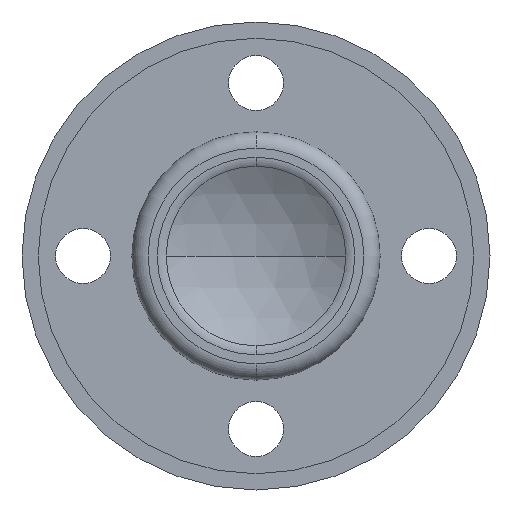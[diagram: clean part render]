
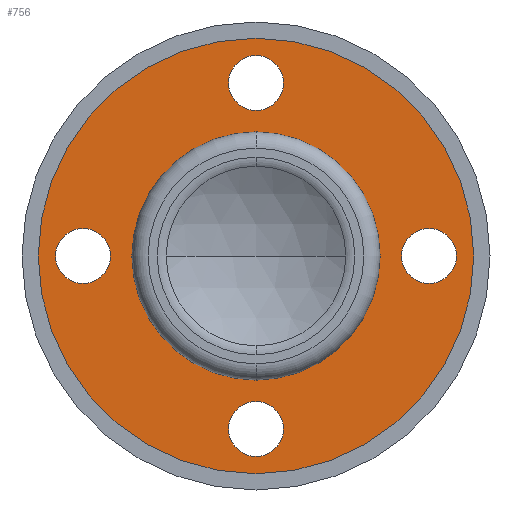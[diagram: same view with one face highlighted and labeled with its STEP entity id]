
A CAD part, front view. The second image highlights one B-rep face of the part: STEP entity #756.
In plain terms, the highlighted planar face has unit normal (0, -1, 0).
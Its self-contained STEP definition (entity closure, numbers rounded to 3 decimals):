
#7 = EDGE_CURVE ( 'NONE', #41, #248, #421, .T. ) ;
#9 = FACE_BOUND ( 'NONE', #727, .T. ) ;
#16 = FACE_BOUND ( 'NONE', #265, .T. ) ;
#28 = CARTESIAN_POINT ( 'NONE',  ( 42.5, 12., 0. ) ) ;
#32 = VERTEX_POINT ( 'NONE', #841 ) ;
#38 = EDGE_CURVE ( 'NONE', #785, #207, #1021, .T. ) ;
#39 = CARTESIAN_POINT ( 'NONE',  ( 0., 12., 0. ) ) ;
#41 = VERTEX_POINT ( 'NONE', #928 ) ;
#43 = EDGE_CURVE ( 'NONE', #553, #868, #711, .T. ) ;
#67 = AXIS2_PLACEMENT_3D ( 'NONE', #28, #995, #1001 ) ;
#69 = CARTESIAN_POINT ( 'NONE',  ( 0., 12., -35.75 ) ) ;
#80 = ORIENTED_EDGE ( 'NONE', *, *, #38, .F. ) ;
#88 = AXIS2_PLACEMENT_3D ( 'NONE', #414, #720, #887 ) ;
#94 = DIRECTION ( 'NONE',  ( 0., 0., 1. ) ) ;
#110 = VERTEX_POINT ( 'NONE', #526 ) ;
#154 = EDGE_LOOP ( 'NONE', ( #542, #944 ) ) ;
#159 = DIRECTION ( 'NONE',  ( 0., 0., -1. ) ) ;
#160 = EDGE_CURVE ( 'NONE', #207, #785, #950, .T. ) ;
#180 = EDGE_CURVE ( 'NONE', #868, #553, #381, .T. ) ;
#184 = ORIENTED_EDGE ( 'NONE', *, *, #333, .F. ) ;
#201 = DIRECTION ( 'NONE',  ( 0., -1., 0. ) ) ;
#205 = CARTESIAN_POINT ( 'NONE',  ( -35.75, 12., 0. ) ) ;
#207 = VERTEX_POINT ( 'NONE', #294 ) ;
#245 = CARTESIAN_POINT ( 'NONE',  ( 0., 12., 49.25 ) ) ;
#248 = VERTEX_POINT ( 'NONE', #482 ) ;
#265 = EDGE_LOOP ( 'NONE', ( #275, #80 ) ) ;
#267 = CIRCLE ( 'NONE', #780, 53.5 ) ;
#268 = CARTESIAN_POINT ( 'NONE',  ( 0., 12., 0. ) ) ;
#270 = VERTEX_POINT ( 'NONE', #726 ) ;
#275 = ORIENTED_EDGE ( 'NONE', *, *, #160, .F. ) ;
#285 = DIRECTION ( 'NONE',  ( -1., 0., 0. ) ) ;
#290 = DIRECTION ( 'NONE',  ( 0., -1., 0. ) ) ;
#294 = CARTESIAN_POINT ( 'NONE',  ( 0., 12., 35.75 ) ) ;
#295 = VERTEX_POINT ( 'NONE', #69 ) ;
#311 = AXIS2_PLACEMENT_3D ( 'NONE', #520, #290, #933 ) ;
#321 = FACE_BOUND ( 'NONE', #154, .T. ) ;
#330 = CARTESIAN_POINT ( 'NONE',  ( 0., 12., 0. ) ) ;
#333 = EDGE_CURVE ( 'NONE', #295, #270, #539, .T. ) ;
#336 = CIRCLE ( 'NONE', #88, 6.75 ) ;
#339 = DIRECTION ( 'NONE',  ( 0., 0., 1. ) ) ;
#341 = ORIENTED_EDGE ( 'NONE', *, *, #438, .F. ) ;
#345 = ORIENTED_EDGE ( 'NONE', *, *, #7, .F. ) ;
#346 = EDGE_CURVE ( 'NONE', #665, #483, #674, .T. ) ;
#364 = EDGE_LOOP ( 'NONE', ( #345, #754 ) ) ;
#371 = CIRCLE ( 'NONE', #700, 30.5 ) ;
#381 = CIRCLE ( 'NONE', #655, 6.75 ) ;
#382 = DIRECTION ( 'NONE',  ( 0., 0., -1. ) ) ;
#386 = CARTESIAN_POINT ( 'NONE',  ( 0., 12., -53.5 ) ) ;
#397 = DIRECTION ( 'NONE',  ( 0., -1., 0. ) ) ;
#414 = CARTESIAN_POINT ( 'NONE',  ( 0., 12., -42.5 ) ) ;
#421 = CIRCLE ( 'NONE', #67, 6.75 ) ;
#438 = EDGE_CURVE ( 'NONE', #483, #665, #267, .T. ) ;
#449 = DIRECTION ( 'NONE',  ( 0., 1., 0. ) ) ;
#459 = ORIENTED_EDGE ( 'NONE', *, *, #43, .F. ) ;
#461 = CIRCLE ( 'NONE', #629, 30.5 ) ;
#466 = CARTESIAN_POINT ( 'NONE',  ( 0., 12., 0. ) ) ;
#482 = CARTESIAN_POINT ( 'NONE',  ( 49.25, 12., 0. ) ) ;
#483 = VERTEX_POINT ( 'NONE', #507 ) ;
#490 = PLANE ( 'NONE',  #852 ) ;
#507 = CARTESIAN_POINT ( 'NONE',  ( 0., 12., 53.5 ) ) ;
#520 = CARTESIAN_POINT ( 'NONE',  ( 0., 12., 42.5 ) ) ;
#526 = CARTESIAN_POINT ( 'NONE',  ( 0., 12., 30.5 ) ) ;
#539 = CIRCLE ( 'NONE', #879, 6.75 ) ;
#542 = ORIENTED_EDGE ( 'NONE', *, *, #736, .T. ) ;
#553 = VERTEX_POINT ( 'NONE', #205 ) ;
#569 = EDGE_LOOP ( 'NONE', ( #184, #1009 ) ) ;
#578 = DIRECTION ( 'NONE',  ( 0., -1., 0. ) ) ;
#593 = AXIS2_PLACEMENT_3D ( 'NONE', #980, #826, #903 ) ;
#629 = AXIS2_PLACEMENT_3D ( 'NONE', #330, #804, #94 ) ;
#643 = EDGE_LOOP ( 'NONE', ( #341, #703 ) ) ;
#650 = DIRECTION ( 'NONE',  ( 0., -1., 0. ) ) ;
#655 = AXIS2_PLACEMENT_3D ( 'NONE', #866, #201, #285 ) ;
#656 = CARTESIAN_POINT ( 'NONE',  ( -42.5, 12., 0. ) ) ;
#660 = FACE_OUTER_BOUND ( 'NONE', #643, .T. ) ;
#665 = VERTEX_POINT ( 'NONE', #386 ) ;
#674 = CIRCLE ( 'NONE', #847, 53.5 ) ;
#677 = EDGE_CURVE ( 'NONE', #32, #110, #371, .T. ) ;
#680 = DIRECTION ( 'NONE',  ( 0., 0., 1. ) ) ;
#698 = ORIENTED_EDGE ( 'NONE', *, *, #180, .F. ) ;
#700 = AXIS2_PLACEMENT_3D ( 'NONE', #39, #449, #680 ) ;
#703 = ORIENTED_EDGE ( 'NONE', *, *, #346, .F. ) ;
#711 = CIRCLE ( 'NONE', #745, 6.75 ) ;
#720 = DIRECTION ( 'NONE',  ( 0., -1., 0. ) ) ;
#726 = CARTESIAN_POINT ( 'NONE',  ( 0., 12., -49.25 ) ) ;
#727 = EDGE_LOOP ( 'NONE', ( #459, #698 ) ) ;
#736 = EDGE_CURVE ( 'NONE', #110, #32, #461, .T. ) ;
#738 = FACE_BOUND ( 'NONE', #569, .T. ) ;
#740 = DIRECTION ( 'NONE',  ( 0., 0., 1. ) ) ;
#745 = AXIS2_PLACEMENT_3D ( 'NONE', #656, #578, #984 ) ;
#750 = EDGE_CURVE ( 'NONE', #270, #295, #336, .T. ) ;
#754 = ORIENTED_EDGE ( 'NONE', *, *, #821, .F. ) ;
#756 = ADVANCED_FACE ( 'NONE', ( #9, #16, #897, #738, #321, #660 ), #490, .T. ) ;
#760 = DIRECTION ( 'NONE',  ( 0., 1., 0. ) ) ;
#780 = AXIS2_PLACEMENT_3D ( 'NONE', #268, #760, #339 ) ;
#785 = VERTEX_POINT ( 'NONE', #245 ) ;
#791 = DIRECTION ( 'NONE',  ( 0., 1., 0. ) ) ;
#804 = DIRECTION ( 'NONE',  ( 0., 1., 0. ) ) ;
#821 = EDGE_CURVE ( 'NONE', #248, #41, #953, .T. ) ;
#826 = DIRECTION ( 'NONE',  ( 0., -1., 0. ) ) ;
#841 = CARTESIAN_POINT ( 'NONE',  ( 0., 12., -30.5 ) ) ;
#847 = AXIS2_PLACEMENT_3D ( 'NONE', #466, #791, #893 ) ;
#852 = AXIS2_PLACEMENT_3D ( 'NONE', #891, #397, #159 ) ;
#866 = CARTESIAN_POINT ( 'NONE',  ( -42.5, 12., 0. ) ) ;
#868 = VERTEX_POINT ( 'NONE', #925 ) ;
#879 = AXIS2_PLACEMENT_3D ( 'NONE', #882, #650, #382 ) ;
#882 = CARTESIAN_POINT ( 'NONE',  ( 0., 12., -42.5 ) ) ;
#887 = DIRECTION ( 'NONE',  ( 0., 0., -1. ) ) ;
#891 = CARTESIAN_POINT ( 'NONE',  ( -30.5, 12., 0. ) ) ;
#893 = DIRECTION ( 'NONE',  ( 0., 0., 1. ) ) ;
#897 = FACE_BOUND ( 'NONE', #364, .T. ) ;
#903 = DIRECTION ( 'NONE',  ( 1., 0., 0. ) ) ;
#923 = CARTESIAN_POINT ( 'NONE',  ( 0., 12., 42.5 ) ) ;
#925 = CARTESIAN_POINT ( 'NONE',  ( -49.25, 12., 0. ) ) ;
#928 = CARTESIAN_POINT ( 'NONE',  ( 35.75, 12., 0. ) ) ;
#933 = DIRECTION ( 'NONE',  ( 0., 0., 1. ) ) ;
#944 = ORIENTED_EDGE ( 'NONE', *, *, #677, .T. ) ;
#950 = CIRCLE ( 'NONE', #311, 6.75 ) ;
#953 = CIRCLE ( 'NONE', #593, 6.75 ) ;
#980 = CARTESIAN_POINT ( 'NONE',  ( 42.5, 12., 0. ) ) ;
#984 = DIRECTION ( 'NONE',  ( -1., 0., 0. ) ) ;
#995 = DIRECTION ( 'NONE',  ( 0., -1., 0. ) ) ;
#1001 = DIRECTION ( 'NONE',  ( 1., 0., 0. ) ) ;
#1008 = DIRECTION ( 'NONE',  ( 0., -1., 0. ) ) ;
#1009 = ORIENTED_EDGE ( 'NONE', *, *, #750, .F. ) ;
#1021 = CIRCLE ( 'NONE', #1036, 6.75 ) ;
#1036 = AXIS2_PLACEMENT_3D ( 'NONE', #923, #1008, #740 ) ;
